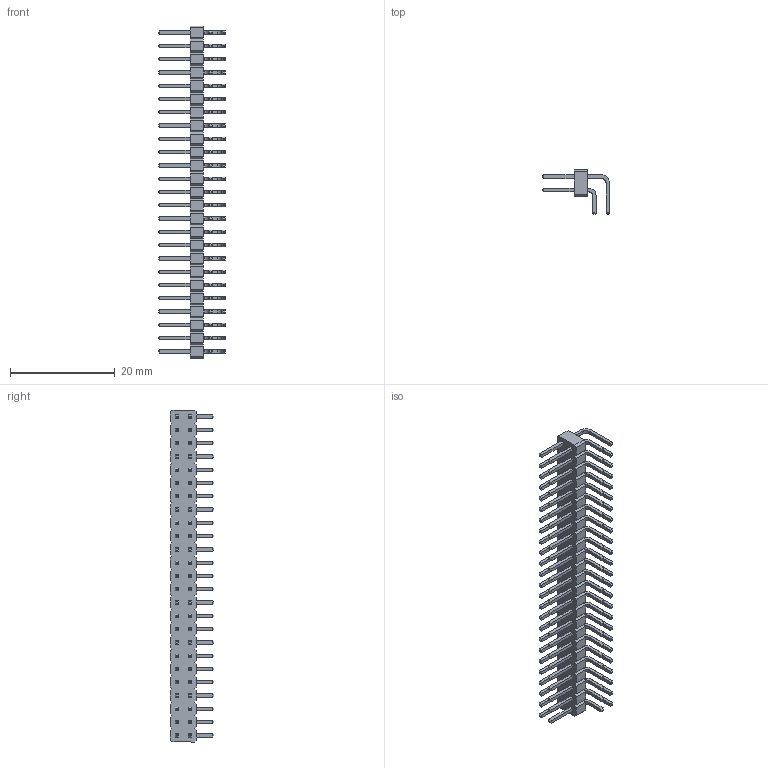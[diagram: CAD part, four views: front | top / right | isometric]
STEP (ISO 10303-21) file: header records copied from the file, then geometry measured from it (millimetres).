
FILE_DESCRIPTION (( 'STEP AP214' ), '1' );
FILE_NAME ('3M 9612xx-5604-AR.STEP', '2013-11-20T18:07:21', ( '' ), ( '' ), 'SwSTEP 2.0', 'SolidWorks 2012', '' );
FILE_SCHEMA (( 'AUTOMOTIVE_DESIGN' ));
Length unit declared in the file: millimetre
Products named in the file (4): 3M 9612xx-5604-AR Pin2; 3M 9612xx-5604-AR Pin1; 3M 9612xx-5604-AR Body_50; 3M 9612xx-5604-AR
Assembly tree (51 placements, depth 2):
  3M 9612xx-5604-AR
    3M 9612xx-5604-AR Body_50
    3M 9612xx-5604-AR Pin1  x25
    3M 9612xx-5604-AR Pin2  x25
Bounding box: 12.76 x 8.38 x 63.5 mm (x, y, z)
Volume: 1080.8 mm3; surface area: 3397 mm2
Topology: 51 solids, 51 shells, 1254 faces, 3056 edges, 1904 vertices
Faces by surface type: plane 1154, cylinder 100
Entity records: 13338 total; most frequent: CARTESIAN_POINT 2332, ORIENTED_EDGE 2272, DIRECTION 2032, EDGE_CURVE 1136, VECTOR 1128, LINE 1128, VERTEX_POINT 752, EDGE_LOOP 490
